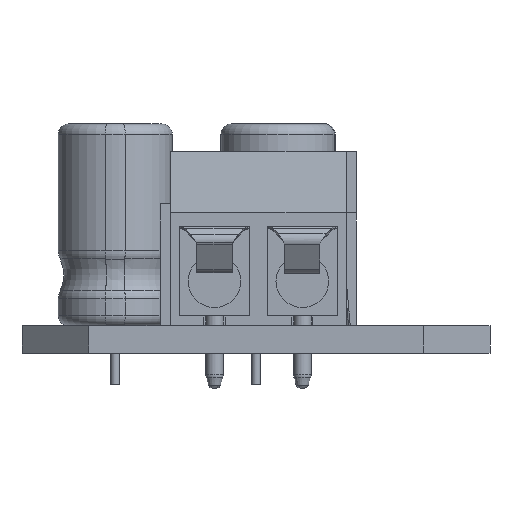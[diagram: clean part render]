
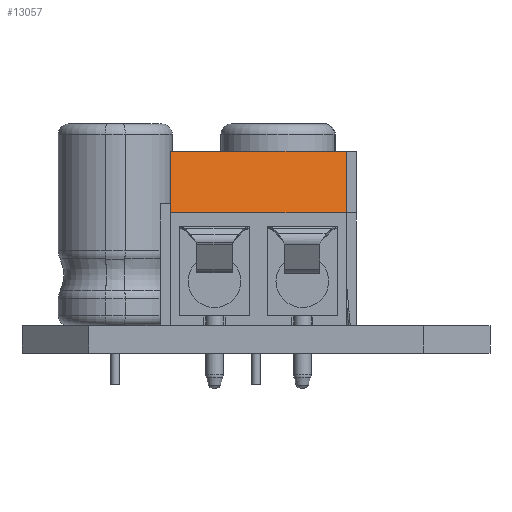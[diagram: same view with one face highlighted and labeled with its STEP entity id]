
A CAD part, front view. The second image highlights one B-rep face of the part: STEP entity #13057.
In plain terms, the highlighted planar face has unit normal (0, -0.978, 0.207).
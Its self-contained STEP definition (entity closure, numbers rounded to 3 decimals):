
#646=PLANE('',#14011);
#1089=FACE_OUTER_BOUND('',#1929,.T.);
#1929=EDGE_LOOP('',(#9045,#9046,#9047,#9048));
#2771=LINE('',#19482,#3944);
#2777=LINE('',#19493,#3950);
#2800=LINE('',#19538,#3973);
#2820=LINE('',#19573,#3993);
#3944=VECTOR('',#15536,1000.);
#3950=VECTOR('',#15544,1000.);
#3973=VECTOR('',#15585,1000.);
#3993=VECTOR('',#15607,1000.);
#5607=VERTEX_POINT('',#19479);
#5608=VERTEX_POINT('',#19481);
#5612=VERTEX_POINT('',#19491);
#5625=VERTEX_POINT('',#19537);
#6855=EDGE_CURVE('',#5607,#5608,#2771,.T.);
#6861=EDGE_CURVE('',#5607,#5612,#2777,.T.);
#6884=EDGE_CURVE('',#5608,#5625,#2800,.T.);
#6904=EDGE_CURVE('',#5612,#5625,#2820,.T.);
#9045=ORIENTED_EDGE('',*,*,#6861,.T.);
#9046=ORIENTED_EDGE('',*,*,#6904,.T.);
#9047=ORIENTED_EDGE('',*,*,#6884,.F.);
#9048=ORIENTED_EDGE('',*,*,#6855,.F.);
#13057=ADVANCED_FACE('',(#1089),#646,.T.);
#14011=AXIS2_PLACEMENT_3D('',#19628,#15666,#15667);
#15536=DIRECTION('',(0.,-0.207,-0.978));
#15544=DIRECTION('',(-1.,0.,0.));
#15585=DIRECTION('',(-1.,0.,0.));
#15607=DIRECTION('',(0.,-0.207,-0.978));
#15666=DIRECTION('center_axis',(0.,-0.978,
0.207));
#15667=DIRECTION('ref_axis',(0.,-0.207,-0.978));
#19479=CARTESIAN_POINT('',(5.,-2.56,9.93));
#19481=CARTESIAN_POINT('',(5.,-3.3,6.43));
#19482=CARTESIAN_POINT('',(5.,-2.56,9.93));
#19491=CARTESIAN_POINT('',(-5.,-2.56,9.93));
#19493=CARTESIAN_POINT('',(5.581,-2.56,9.93));
#19537=CARTESIAN_POINT('',(-5.,-3.3,6.43));
#19538=CARTESIAN_POINT('',(5.581,-3.3,6.43));
#19573=CARTESIAN_POINT('',(-5.,-2.56,9.93));
#19628=CARTESIAN_POINT('Origin',(5.581,-2.56,9.93));
